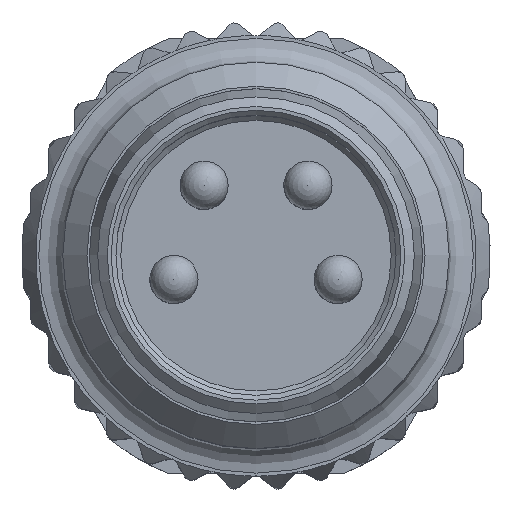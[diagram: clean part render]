
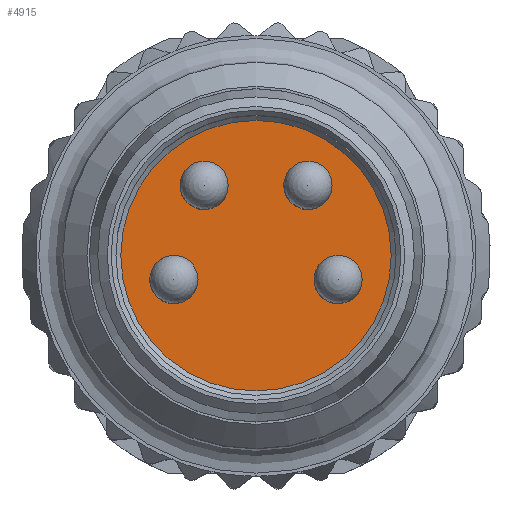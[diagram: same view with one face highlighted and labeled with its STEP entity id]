
A CAD part, top view. The second image highlights one B-rep face of the part: STEP entity #4915.
In plain terms, the highlighted face is planar.
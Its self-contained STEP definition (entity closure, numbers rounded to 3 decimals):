
#292=FACE_BOUND('',#1304,.T.);
#293=FACE_BOUND('',#1305,.T.);
#294=FACE_BOUND('',#1306,.T.);
#295=FACE_BOUND('',#1307,.T.);
#516=CIRCLE('',#5451,0.5);
#517=CIRCLE('',#5453,0.5);
#518=CIRCLE('',#5455,0.5);
#519=CIRCLE('',#5457,0.5);
#520=CIRCLE('',#5459,2.8);
#675=PLANE('',#5458);
#957=FACE_OUTER_BOUND('',#1303,.T.);
#1303=EDGE_LOOP('',(#4608));
#1304=EDGE_LOOP('',(#4609));
#1305=EDGE_LOOP('',(#4610));
#1306=EDGE_LOOP('',(#4611));
#1307=EDGE_LOOP('',(#4612));
#2495=VERTEX_POINT('',#9489);
#2496=VERTEX_POINT('',#9492);
#2497=VERTEX_POINT('',#9495);
#2498=VERTEX_POINT('',#9498);
#2499=VERTEX_POINT('',#9501);
#3202=EDGE_CURVE('',#2495,#2495,#516,.T.);
#3203=EDGE_CURVE('',#2496,#2496,#517,.T.);
#3204=EDGE_CURVE('',#2497,#2497,#518,.T.);
#3205=EDGE_CURVE('',#2498,#2498,#519,.T.);
#3206=EDGE_CURVE('',#2499,#2499,#520,.T.);
#4608=ORIENTED_EDGE('',*,*,#3206,.T.);
#4609=ORIENTED_EDGE('',*,*,#3203,.T.);
#4610=ORIENTED_EDGE('',*,*,#3202,.T.);
#4611=ORIENTED_EDGE('',*,*,#3205,.T.);
#4612=ORIENTED_EDGE('',*,*,#3204,.T.);
#4915=ADVANCED_FACE('',(#957,#292,#293,#294,#295),#675,.F.);
#5451=AXIS2_PLACEMENT_3D('',#9490,#6807,#6808);
#5453=AXIS2_PLACEMENT_3D('',#9493,#6811,#6812);
#5455=AXIS2_PLACEMENT_3D('',#9496,#6815,#6816);
#5457=AXIS2_PLACEMENT_3D('',#9499,#6819,#6820);
#5458=AXIS2_PLACEMENT_3D('',#9500,#6821,#6822);
#5459=AXIS2_PLACEMENT_3D('',#9502,#6823,#6824);
#6807=DIRECTION('center_axis',(0.,0.,1.));
#6808=DIRECTION('ref_axis',(1.,0.,0.));
#6811=DIRECTION('center_axis',(0.,0.,1.));
#6812=DIRECTION('ref_axis',(1.,0.,0.));
#6815=DIRECTION('center_axis',(0.,0.,1.));
#6816=DIRECTION('ref_axis',(1.,0.,0.));
#6819=DIRECTION('center_axis',(0.,0.,1.));
#6820=DIRECTION('ref_axis',(1.,0.,0.));
#6821=DIRECTION('center_axis',(0.,0.,1.));
#6822=DIRECTION('ref_axis',(0.,-1.,0.));
#6823=DIRECTION('center_axis',(0.,0.,-1.));
#6824=DIRECTION('ref_axis',(0.,1.,0.));
#9489=CARTESIAN_POINT('',(11.95,0.5,-4.75));
#9490=CARTESIAN_POINT('Origin',(11.45,0.5,-4.75));
#9492=CARTESIAN_POINT('',(9.175,-1.45,-4.75));
#9493=CARTESIAN_POINT('Origin',(8.675,-1.45,-4.75));
#9495=CARTESIAN_POINT('',(8.55,0.5,-4.75));
#9496=CARTESIAN_POINT('Origin',(8.05,0.5,-4.75));
#9498=CARTESIAN_POINT('',(11.325,-1.45,-4.75));
#9499=CARTESIAN_POINT('Origin',(10.825,-1.45,-4.75));
#9500=CARTESIAN_POINT('Origin',(9.75,0.,
-4.75));
#9501=CARTESIAN_POINT('',(9.75,2.8,-4.75));
#9502=CARTESIAN_POINT('Origin',(9.75,0.,
-4.75));
